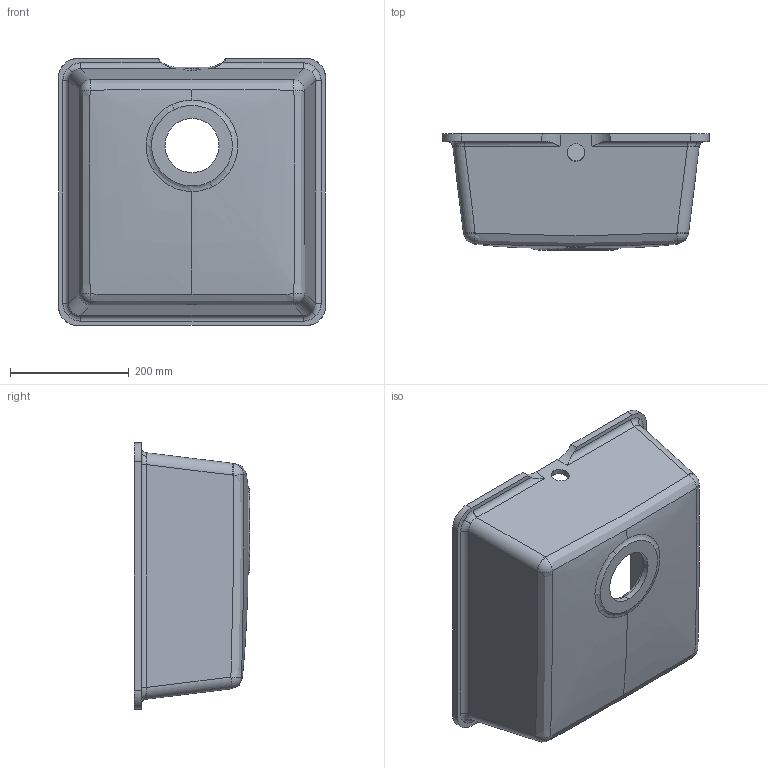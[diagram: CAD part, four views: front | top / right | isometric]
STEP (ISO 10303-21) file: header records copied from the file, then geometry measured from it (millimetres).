
FILE_DESCRIPTION (( 'STEP AP214' ), '1' );
FILE_NAME ('C 965_ACABADA_OVFL_NOU.STEP', '2018-10-15T10:42:38', ( '' ), ( '' ), 'SwSTEP 2.0', 'SolidWorks 2014', '' );
FILE_SCHEMA (( 'AUTOMOTIVE_DESIGN' ));
Length unit declared in the file: millimetre
Products named in the file (1): C 965_ACABADA_OVFL_NOU
Bounding box: 449.25 x 195 x 449.25 mm (x, y, z)
Volume: 5048838.9 mm3; surface area: 852943.5 mm2
Topology: 1 solids, 1 shells, 83 faces, 209 edges, 128 vertices
Faces by surface type: bspline 27, cylinder 18, plane 16, cone 8, sphere 8, torus 6
Entity records: 6780 total; most frequent: CARTESIAN_POINT 4972, ORIENTED_EDGE 418, DIRECTION 315, EDGE_CURVE 209, VERTEX_POINT 128, AXIS2_PLACEMENT_3D 123, EDGE_LOOP 87, ADVANCED_FACE 83
